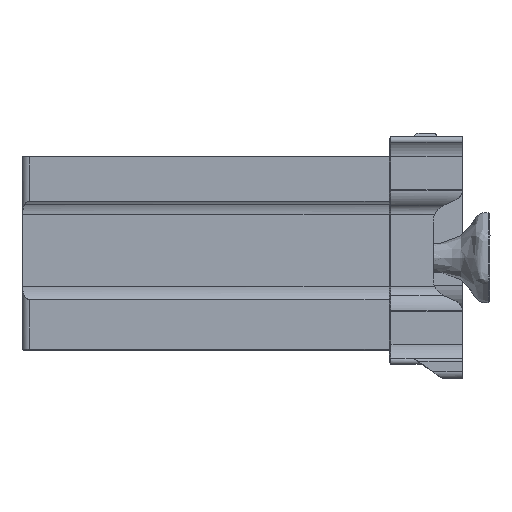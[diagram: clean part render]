
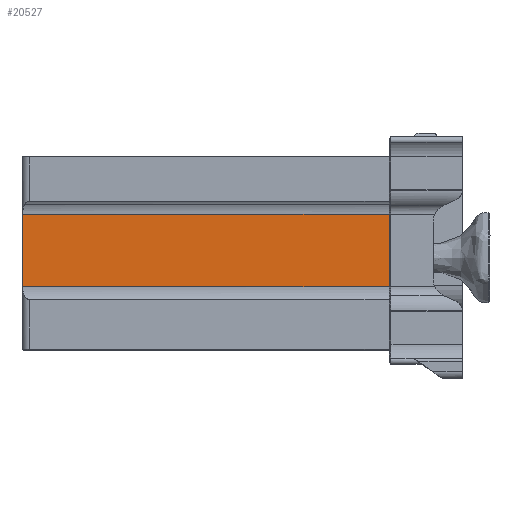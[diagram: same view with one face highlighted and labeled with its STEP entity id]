
A CAD part, front view. The second image highlights one B-rep face of the part: STEP entity #20527.
In plain terms, the highlighted planar face has unit normal (0, -1, 0).
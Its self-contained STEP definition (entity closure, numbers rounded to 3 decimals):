
#1239=B_SPLINE_CURVE_WITH_KNOTS('',3,(#36911,#36912,#36913,#36914,#36915,
#36916,#36917,#36918,#36919,#36920),.UNSPECIFIED.,.F.,.F.,(4,3,3,4),(0.,
0.04,0.073,0.145),.UNSPECIFIED.);
#1241=B_SPLINE_CURVE_WITH_KNOTS('',3,(#36931,#36932,#36933,#36934),
 .UNSPECIFIED.,.F.,.F.,(4,4),(0.,0.058),.UNSPECIFIED.);
#1242=B_SPLINE_CURVE_WITH_KNOTS('',3,(#36938,#36939,#36940,#36941,#36942,
#36943,#36944,#36945,#36946,#36947,#36948,#36949,#36950),.UNSPECIFIED.,
 .F.,.F.,(4,3,3,3,4),(0.,0.068,0.089,0.147,
0.177),.UNSPECIFIED.);
#2794=FACE_OUTER_BOUND('',#3971,.T.);
#3971=EDGE_LOOP('',(#16787,#16788,#16789,#16790,#16791,#16792,#16793,#16794,
#16795,#16796,#16797));
#5481=LINE('',#36927,#7239);
#5482=LINE('',#36936,#7240);
#5483=LINE('',#36952,#7241);
#5484=LINE('',#36954,#7242);
#5485=LINE('',#36956,#7243);
#5486=LINE('',#36958,#7244);
#5487=LINE('',#36960,#7245);
#5488=LINE('',#36961,#7246);
#7239=VECTOR('',#25245,10.);
#7240=VECTOR('',#25250,10.);
#7241=VECTOR('',#25251,10.);
#7242=VECTOR('',#25252,10.);
#7243=VECTOR('',#25253,10.);
#7244=VECTOR('',#25254,10.);
#7245=VECTOR('',#25255,10.);
#7246=VECTOR('',#25256,10.);
#9153=VERTEX_POINT('',#36904);
#9154=VERTEX_POINT('',#36910);
#9155=VERTEX_POINT('',#36926);
#9156=VERTEX_POINT('',#36930);
#9157=VERTEX_POINT('',#36935);
#9158=VERTEX_POINT('',#36937);
#9159=VERTEX_POINT('',#36951);
#9160=VERTEX_POINT('',#36953);
#9161=VERTEX_POINT('',#36955);
#9162=VERTEX_POINT('',#36957);
#9163=VERTEX_POINT('',#36959);
#11807=EDGE_CURVE('',#9153,#9154,#1239,.T.);
#11809=EDGE_CURVE('',#9155,#9154,#5481,.T.);
#11811=EDGE_CURVE('',#9156,#9153,#1241,.T.);
#11812=EDGE_CURVE('',#9156,#9157,#5482,.T.);
#11813=EDGE_CURVE('',#9158,#9157,#1242,.T.);
#11814=EDGE_CURVE('',#9158,#9159,#5483,.T.);
#11815=EDGE_CURVE('',#9160,#9159,#5484,.T.);
#11816=EDGE_CURVE('',#9160,#9161,#5485,.T.);
#11817=EDGE_CURVE('',#9162,#9161,#5486,.T.);
#11818=EDGE_CURVE('',#9163,#9162,#5487,.T.);
#11819=EDGE_CURVE('',#9155,#9163,#5488,.T.);
#16787=ORIENTED_EDGE('',*,*,#11807,.F.);
#16788=ORIENTED_EDGE('',*,*,#11811,.F.);
#16789=ORIENTED_EDGE('',*,*,#11812,.T.);
#16790=ORIENTED_EDGE('',*,*,#11813,.F.);
#16791=ORIENTED_EDGE('',*,*,#11814,.T.);
#16792=ORIENTED_EDGE('',*,*,#11815,.F.);
#16793=ORIENTED_EDGE('',*,*,#11816,.T.);
#16794=ORIENTED_EDGE('',*,*,#11817,.F.);
#16795=ORIENTED_EDGE('',*,*,#11818,.F.);
#16796=ORIENTED_EDGE('',*,*,#11819,.F.);
#16797=ORIENTED_EDGE('',*,*,#11809,.T.);
#19641=PLANE('',#21911);
#20527=ADVANCED_FACE('',(#2794),#19641,.T.);
#21911=AXIS2_PLACEMENT_3D('',#36929,#25248,#25249);
#25245=DIRECTION('',(1.,0.,0.));
#25248=DIRECTION('center_axis',(0.,-1.,0.));
#25249=DIRECTION('ref_axis',(0.,0.,
1.));
#25250=DIRECTION('',(0.,0.,1.));
#25251=DIRECTION('',(-1.,0.,0.));
#25252=DIRECTION('',(0.,0.,-1.));
#25253=DIRECTION('',(-1.,0.,0.));
#25254=DIRECTION('',(0.,0.,1.));
#25255=DIRECTION('',(-1.,0.,0.));
#25256=DIRECTION('',(0.,0.,-1.));
#36904=CARTESIAN_POINT('',(229.095,15.,29.978));
#36910=CARTESIAN_POINT('',(227.859,15.,29.195));
#36911=CARTESIAN_POINT('Ctrl Pts',(229.095,15.,29.978));
#36912=CARTESIAN_POINT('Ctrl Pts',(228.981,15.,29.906));
#36913=CARTESIAN_POINT('Ctrl Pts',(228.865,15.,29.833));
#36914=CARTESIAN_POINT('Ctrl Pts',(228.75,15.,29.76));
#36915=CARTESIAN_POINT('Ctrl Pts',(228.658,15.,29.701));
#36916=CARTESIAN_POINT('Ctrl Pts',(228.566,15.,29.643));
#36917=CARTESIAN_POINT('Ctrl Pts',(228.476,15.,29.586));
#36918=CARTESIAN_POINT('Ctrl Pts',(228.277,15.,29.46));
#36919=CARTESIAN_POINT('Ctrl Pts',(228.071,15.,29.33));
#36920=CARTESIAN_POINT('Ctrl Pts',(227.859,15.,29.195));
#36926=CARTESIAN_POINT('',(227.8,15.,29.195));
#36927=CARTESIAN_POINT('',(221.838,15.,29.195));
#36929=CARTESIAN_POINT('Origin',(221.8,15.,25.184));
#36930=CARTESIAN_POINT('',(229.507,15.,30.39));
#36931=CARTESIAN_POINT('Ctrl Pts',(229.507,15.,30.39));
#36932=CARTESIAN_POINT('Ctrl Pts',(229.369,15.,30.253));
#36933=CARTESIAN_POINT('Ctrl Pts',(229.232,15.,30.116));
#36934=CARTESIAN_POINT('Ctrl Pts',(229.095,15.,29.978));
#36935=CARTESIAN_POINT('',(229.507,15.,33.516));
#36936=CARTESIAN_POINT('',(229.507,15.,43.311));
#36937=CARTESIAN_POINT('',(228.356,15.,34.855));
#36938=CARTESIAN_POINT('Ctrl Pts',(228.356,15.,34.855));
#36939=CARTESIAN_POINT('Ctrl Pts',(228.507,15.,34.686));
#36940=CARTESIAN_POINT('Ctrl Pts',(228.656,15.,34.515));
#36941=CARTESIAN_POINT('Ctrl Pts',(228.805,15.,34.344));
#36942=CARTESIAN_POINT('Ctrl Pts',(228.85,15.,34.291));
#36943=CARTESIAN_POINT('Ctrl Pts',(228.896,15.,34.238));
#36944=CARTESIAN_POINT('Ctrl Pts',(228.942,15.,34.185));
#36945=CARTESIAN_POINT('Ctrl Pts',(229.068,15.,34.038));
#36946=CARTESIAN_POINT('Ctrl Pts',(229.193,15.,33.891));
#36947=CARTESIAN_POINT('Ctrl Pts',(229.317,15.,33.742));
#36948=CARTESIAN_POINT('Ctrl Pts',(229.381,15.,33.667));
#36949=CARTESIAN_POINT('Ctrl Pts',(229.444,15.,33.591));
#36950=CARTESIAN_POINT('Ctrl Pts',(229.506,15.,33.516));
#36951=CARTESIAN_POINT('',(227.8,15.,34.855));
#36952=CARTESIAN_POINT('',(221.838,15.,34.855));
#36953=CARTESIAN_POINT('',(227.8,15.,45.025));
#36954=CARTESIAN_POINT('',(227.8,15.,45.025));
#36955=CARTESIAN_POINT('',(122.014,15.,45.025));
#36956=CARTESIAN_POINT('',(221.8,15.,45.025));
#36957=CARTESIAN_POINT('',(122.014,15.,25.184));
#36958=CARTESIAN_POINT('',(122.014,15.,41.348));
#36959=CARTESIAN_POINT('',(227.8,15.,25.184));
#36960=CARTESIAN_POINT('',(221.8,15.,25.184));
#36961=CARTESIAN_POINT('',(227.8,15.,45.025));
